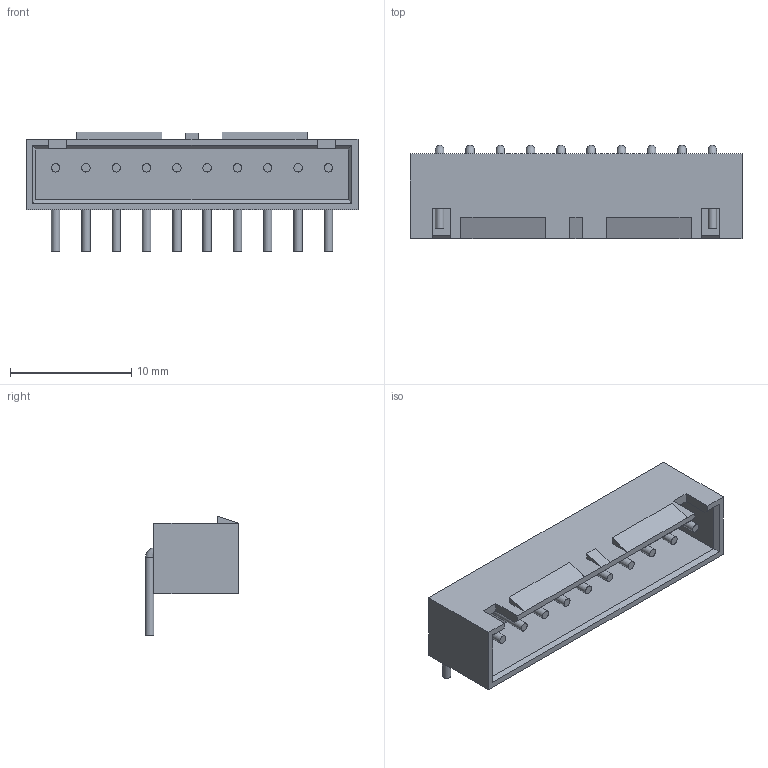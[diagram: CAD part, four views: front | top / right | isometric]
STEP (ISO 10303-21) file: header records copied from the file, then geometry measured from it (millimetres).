
FILE_DESCRIPTION(/* description */ (''),/* implementation_level */ '2;1');
FILE_NAME(/* name */ 'SMAW250-10P.stp',/* time_stamp */ '2020-02-18T14:56:05+09:00',/* author */ ('TO'),/* organization */ (''),/* preprocessor_version */ 'ST-DEVELOPER v18',/* originating_system */ 'Autodesk Inventor 2020',/* authorisation */ '');
FILE_SCHEMA (('AUTOMOTIVE_DESIGN { 1 0 10303 214 3 1 1 }'));
Length unit declared in the file: millimetre
Products named in the file (1): SMAW250-10P
Bounding box: 27.4 x 7.7 x 9.9 mm (x, y, z)
Volume: 621 mm3; surface area: 1378.8 mm2
Topology: 11 solids, 11 shells, 86 faces, 222 edges, 158 vertices
Faces by surface type: plane 56, cylinder 20, torus 10
Full cylindrical faces by diameter (mm): 0.7 x20
Entity records: 2765 total; most frequent: DIRECTION 506, CARTESIAN_POINT 467, ORIENTED_EDGE 444, EDGE_CURVE 222, AXIS2_PLACEMENT_3D 197, VERTEX_POINT 158, LINE 112, VECTOR 112
